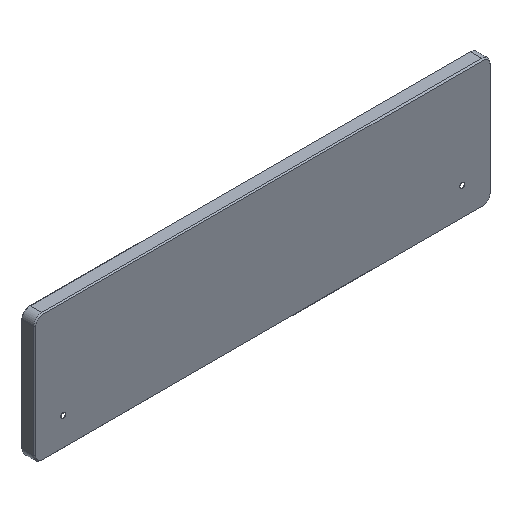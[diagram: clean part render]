
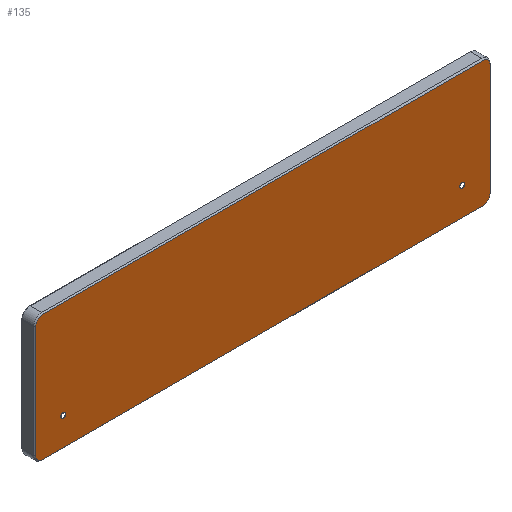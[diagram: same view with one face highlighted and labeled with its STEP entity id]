
A CAD part, isometric view. The second image highlights one B-rep face of the part: STEP entity #135.
In plain terms, the highlighted planar face has unit normal (0, -1, 0).
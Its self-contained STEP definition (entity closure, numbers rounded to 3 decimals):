
#10 = VERTEX_POINT ( 'NONE', #2661 ) ;
#12 = EDGE_CURVE ( 'NONE', #818, #3632, #1300, .T. ) ;
#34 = DIRECTION ( 'NONE',  ( 0., 1., 0. ) ) ;
#44 = EDGE_LOOP ( 'NONE', ( #3364, #2233 ) ) ;
#101 = CARTESIAN_POINT ( 'NONE',  ( -393., 0., -102. ) ) ;
#135 = ADVANCED_FACE ( 'NONE', ( #3638, #2627, #2574 ), #2418, .F. ) ;
#161 = DIRECTION ( 'NONE',  ( 0., -1., 0. ) ) ;
#176 = AXIS2_PLACEMENT_3D ( 'NONE', #2392, #1783, #1183 ) ;
#230 = CARTESIAN_POINT ( 'NONE',  ( -23., 0., -84. ) ) ;
#263 = EDGE_CURVE ( 'NONE', #3911, #462, #3728, .T. ) ;
#294 = DIRECTION ( 'NONE',  ( 0., 0., 1. ) ) ;
#316 = DIRECTION ( 'NONE',  ( 0., -1., 0. ) ) ;
#335 = LINE ( 'NONE', #2409, #2012 ) ;
#462 = VERTEX_POINT ( 'NONE', #1984 ) ;
#554 = AXIS2_PLACEMENT_3D ( 'NONE', #1094, #2949, #3556 ) ;
#559 = DIRECTION ( 'NONE',  ( 0., 0., 1. ) ) ;
#574 = VERTEX_POINT ( 'NONE', #101 ) ;
#615 = CARTESIAN_POINT ( 'NONE',  ( -369., 0., -84. ) ) ;
#736 = CARTESIAN_POINT ( 'NONE',  ( -5., 0., 1. ) ) ;
#763 = CARTESIAN_POINT ( 'NONE',  ( -23., 0., -86.15 ) ) ;
#789 = EDGE_CURVE ( 'NONE', #1849, #2966, #335, .T. ) ;
#818 = VERTEX_POINT ( 'NONE', #846 ) ;
#843 = ORIENTED_EDGE ( 'NONE', *, *, #1642, .T. ) ;
#846 = CARTESIAN_POINT ( 'NONE',  ( 1., 0., -5. ) ) ;
#870 = ORIENTED_EDGE ( 'NONE', *, *, #12, .T. ) ;
#1000 = CARTESIAN_POINT ( 'NONE',  ( -393., 0., -102. ) ) ;
#1028 = AXIS2_PLACEMENT_3D ( 'NONE', #3828, #3465, #2550 ) ;
#1091 = LINE ( 'NONE', #1000, #2757 ) ;
#1094 = CARTESIAN_POINT ( 'NONE',  ( -5., 0., -5. ) ) ;
#1150 = ORIENTED_EDGE ( 'NONE', *, *, #1220, .T. ) ;
#1173 = VERTEX_POINT ( 'NONE', #2258 ) ;
#1183 = DIRECTION ( 'NONE',  ( 0., 0., 1. ) ) ;
#1220 = EDGE_CURVE ( 'NONE', #3632, #1173, #1769, .T. ) ;
#1244 = VERTEX_POINT ( 'NONE', #1790 ) ;
#1245 = DIRECTION ( 'NONE',  ( 0., 1., 0. ) ) ;
#1300 = CIRCLE ( 'NONE', #554, 6. ) ;
#1367 = ORIENTED_EDGE ( 'NONE', *, *, #1517, .T. ) ;
#1410 = DIRECTION ( 'NONE',  ( 0., 1., 0. ) ) ;
#1482 = EDGE_CURVE ( 'NONE', #10, #2471, #2760, .T. ) ;
#1517 = EDGE_CURVE ( 'NONE', #1173, #1244, #1857, .T. ) ;
#1545 = AXIS2_PLACEMENT_3D ( 'NONE', #2891, #1410, #3178 ) ;
#1577 = ORIENTED_EDGE ( 'NONE', *, *, #3406, .T. ) ;
#1607 = CARTESIAN_POINT ( 'NONE',  ( -5., 0., -102. ) ) ;
#1642 = EDGE_CURVE ( 'NONE', #3353, #818, #2469, .T. ) ;
#1660 = CARTESIAN_POINT ( 'NONE',  ( -5., 0., 1. ) ) ;
#1769 = LINE ( 'NONE', #736, #3938 ) ;
#1783 = DIRECTION ( 'NONE',  ( 0., 1., 0. ) ) ;
#1790 = CARTESIAN_POINT ( 'NONE',  ( -393., 0., -5. ) ) ;
#1800 = DIRECTION ( 'NONE',  ( 1., 0., 0. ) ) ;
#1849 = VERTEX_POINT ( 'NONE', #2123 ) ;
#1857 = CIRCLE ( 'NONE', #2601, 6. ) ;
#1884 = DIRECTION ( 'NONE',  ( 0., 0., 1. ) ) ;
#1885 = EDGE_LOOP ( 'NONE', ( #3450, #3753, #843, #870, #1150, #1367, #2319, #1930 ) ) ;
#1930 = ORIENTED_EDGE ( 'NONE', *, *, #3668, .T. ) ;
#1984 = CARTESIAN_POINT ( 'NONE',  ( -369., 0., -81.85 ) ) ;
#2012 = VECTOR ( 'NONE', #1800, 1000. ) ;
#2022 = AXIS2_PLACEMENT_3D ( 'NONE', #3063, #1245, #294 ) ;
#2032 = CARTESIAN_POINT ( 'NONE',  ( 1., 0., -102. ) ) ;
#2123 = CARTESIAN_POINT ( 'NONE',  ( -387., 0., -108. ) ) ;
#2174 = DIRECTION ( 'NONE',  ( 0., 0., 1. ) ) ;
#2201 = CIRCLE ( 'NONE', #2503, 2.15 ) ;
#2211 = EDGE_CURVE ( 'NONE', #1244, #574, #1091, .T. ) ;
#2233 = ORIENTED_EDGE ( 'NONE', *, *, #3790, .T. ) ;
#2243 = DIRECTION ( 'NONE',  ( 0., 0., -1. ) ) ;
#2258 = CARTESIAN_POINT ( 'NONE',  ( -387., 0., 1. ) ) ;
#2319 = ORIENTED_EDGE ( 'NONE', *, *, #2211, .T. ) ;
#2331 = DIRECTION ( 'NONE',  ( 0., 0., 1. ) ) ;
#2363 = CARTESIAN_POINT ( 'NONE',  ( -5., 0., -108. ) ) ;
#2392 = CARTESIAN_POINT ( 'NONE',  ( -5., 0., -102. ) ) ;
#2409 = CARTESIAN_POINT ( 'NONE',  ( -5., 0., -108. ) ) ;
#2418 = PLANE ( 'NONE',  #176 ) ;
#2469 = LINE ( 'NONE', #2032, #3977 ) ;
#2471 = VERTEX_POINT ( 'NONE', #763 ) ;
#2503 = AXIS2_PLACEMENT_3D ( 'NONE', #615, #34, #2174 ) ;
#2550 = DIRECTION ( 'NONE',  ( 0., 0., 1. ) ) ;
#2564 = CARTESIAN_POINT ( 'NONE',  ( -387., 0., -5. ) ) ;
#2574 = FACE_BOUND ( 'NONE', #44, .T. ) ;
#2601 = AXIS2_PLACEMENT_3D ( 'NONE', #2564, #161, #3853 ) ;
#2620 = DIRECTION ( 'NONE',  ( 0., 1., 0. ) ) ;
#2627 = FACE_BOUND ( 'NONE', #3076, .T. ) ;
#2628 = CIRCLE ( 'NONE', #3518, 6. ) ;
#2661 = CARTESIAN_POINT ( 'NONE',  ( -23., 0., -81.85 ) ) ;
#2689 = CIRCLE ( 'NONE', #1028, 6. ) ;
#2757 = VECTOR ( 'NONE', #2243, 1000. ) ;
#2760 = CIRCLE ( 'NONE', #1545, 2.15 ) ;
#2891 = CARTESIAN_POINT ( 'NONE',  ( -23., 0., -84. ) ) ;
#2949 = DIRECTION ( 'NONE',  ( 0., -1., 0. ) ) ;
#2966 = VERTEX_POINT ( 'NONE', #2363 ) ;
#3063 = CARTESIAN_POINT ( 'NONE',  ( -369., 0., -84. ) ) ;
#3076 = EDGE_LOOP ( 'NONE', ( #1577, #3506 ) ) ;
#3093 = EDGE_CURVE ( 'NONE', #2966, #3353, #2628, .T. ) ;
#3178 = DIRECTION ( 'NONE',  ( 0., 0., 1. ) ) ;
#3248 = DIRECTION ( 'NONE',  ( -1., 0., 0. ) ) ;
#3353 = VERTEX_POINT ( 'NONE', #3658 ) ;
#3364 = ORIENTED_EDGE ( 'NONE', *, *, #1482, .T. ) ;
#3406 = EDGE_CURVE ( 'NONE', #462, #3911, #2201, .T. ) ;
#3450 = ORIENTED_EDGE ( 'NONE', *, *, #789, .T. ) ;
#3465 = DIRECTION ( 'NONE',  ( 0., -1., 0. ) ) ;
#3506 = ORIENTED_EDGE ( 'NONE', *, *, #263, .T. ) ;
#3518 = AXIS2_PLACEMENT_3D ( 'NONE', #1607, #316, #1884 ) ;
#3530 = AXIS2_PLACEMENT_3D ( 'NONE', #230, #2620, #2331 ) ;
#3556 = DIRECTION ( 'NONE',  ( 0., 0., 1. ) ) ;
#3632 = VERTEX_POINT ( 'NONE', #1660 ) ;
#3638 = FACE_OUTER_BOUND ( 'NONE', #1885, .T. ) ;
#3648 = CIRCLE ( 'NONE', #3530, 2.15 ) ;
#3658 = CARTESIAN_POINT ( 'NONE',  ( 1., 0., -102. ) ) ;
#3668 = EDGE_CURVE ( 'NONE', #574, #1849, #2689, .T. ) ;
#3728 = CIRCLE ( 'NONE', #2022, 2.15 ) ;
#3753 = ORIENTED_EDGE ( 'NONE', *, *, #3093, .T. ) ;
#3790 = EDGE_CURVE ( 'NONE', #2471, #10, #3648, .T. ) ;
#3828 = CARTESIAN_POINT ( 'NONE',  ( -387., 0., -102. ) ) ;
#3853 = DIRECTION ( 'NONE',  ( 0., 0., 1. ) ) ;
#3911 = VERTEX_POINT ( 'NONE', #3976 ) ;
#3938 = VECTOR ( 'NONE', #3248, 1000. ) ;
#3976 = CARTESIAN_POINT ( 'NONE',  ( -369., 0., -86.15 ) ) ;
#3977 = VECTOR ( 'NONE', #559, 1000. ) ;
